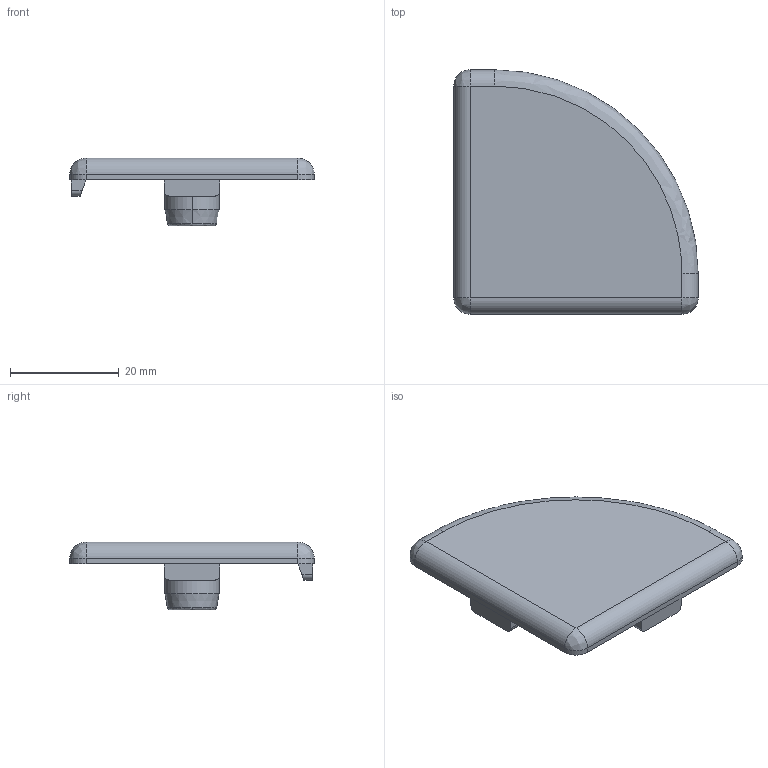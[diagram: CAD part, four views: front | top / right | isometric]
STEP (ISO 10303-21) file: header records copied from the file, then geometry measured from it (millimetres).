
FILE_DESCRIPTION (( 'STEP AP203' ), '1' );
FILE_NAME ('411517250.STEP', '2022-08-27T16:25:30', ( '' ), ( '' ), 'SwSTEP 2.0', 'SolidWorks 2014', '' );
FILE_SCHEMA (( 'CONFIG_CONTROL_DESIGN' ));
Length unit declared in the file: millimetre
Products named in the file (1): 411517250
Bounding box: 45 x 45 x 12.5 mm (x, y, z)
Volume: 5790.3 mm3; surface area: 4616.6 mm2
Topology: 1 solids, 1 shells, 48 faces, 115 edges, 69 vertices
Faces by surface type: plane 23, cylinder 17, bspline 6, cone 2
Entity records: 1499 total; most frequent: CARTESIAN_POINT 341, DIRECTION 227, ORIENTED_EDGE 224, EDGE_CURVE 112, AXIS2_PLACEMENT_3D 79, VERTEX_POINT 69, VECTOR 69, LINE 69
